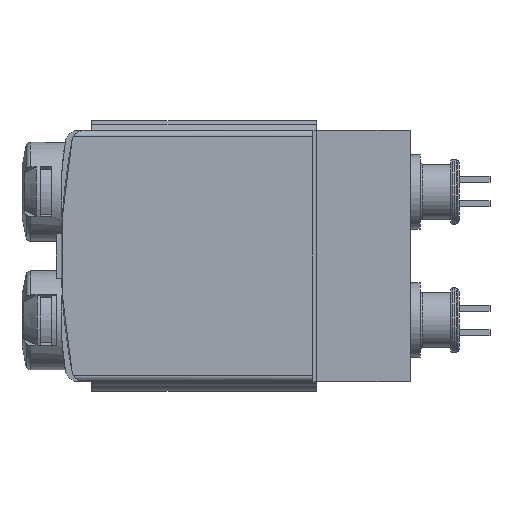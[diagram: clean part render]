
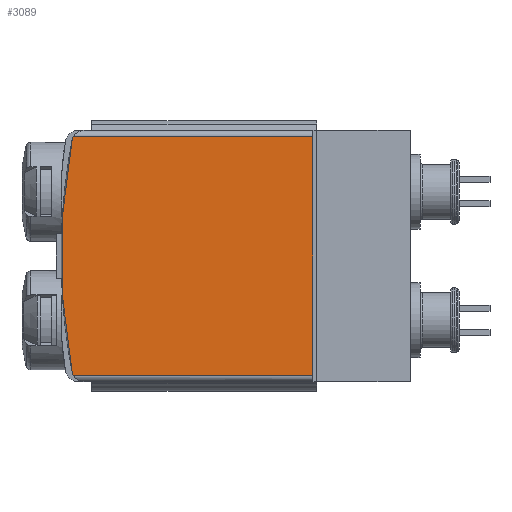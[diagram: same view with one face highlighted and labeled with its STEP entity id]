
A CAD part, left-side view. The second image highlights one B-rep face of the part: STEP entity #3089.
In plain terms, the highlighted planar face has unit normal (-1, 0, 0).
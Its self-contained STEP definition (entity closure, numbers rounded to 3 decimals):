
#38=PLANE('',#3356);
#231=LINE('',#4931,#507);
#233=LINE('',#4934,#509);
#234=LINE('',#4936,#510);
#507=VECTOR('',#3848,1000.);
#509=VECTOR('',#3852,1000.);
#510=VECTOR('',#3853,1000.);
#721=CIRCLE('',#3283,50.);
#776=CIRCLE('',#3353,1.);
#778=CIRCLE('',#3357,1.);
#1023=ORIENTED_EDGE('',*,*,#1903,.F.);
#1024=ORIENTED_EDGE('',*,*,#1904,.F.);
#1025=ORIENTED_EDGE('',*,*,#1905,.F.);
#1026=ORIENTED_EDGE('',*,*,#1771,.F.);
#1027=ORIENTED_EDGE('',*,*,#1899,.F.);
#1028=ORIENTED_EDGE('',*,*,#1901,.T.);
#1771=EDGE_CURVE('',#2217,#2218,#721,.T.);
#1899=EDGE_CURVE('',#2335,#2217,#776,.T.);
#1901=EDGE_CURVE('',#2335,#2336,#231,.T.);
#1903=EDGE_CURVE('',#2338,#2336,#233,.T.);
#1904=EDGE_CURVE('',#2339,#2338,#234,.T.);
#1905=EDGE_CURVE('',#2218,#2339,#778,.T.);
#2217=VERTEX_POINT('',#4623);
#2218=VERTEX_POINT('',#4625);
#2335=VERTEX_POINT('',#4925);
#2336=VERTEX_POINT('',#4929);
#2338=VERTEX_POINT('',#4935);
#2339=VERTEX_POINT('',#4937);
#2563=EDGE_LOOP('',(#1023,#1024,#1025,#1026,#1027,#1028));
#2809=FACE_BOUND('',#2563,.T.);
#3089=ADVANCED_FACE('',(#2809),#38,.F.);
#3283=AXIS2_PLACEMENT_3D('',#4624,#3637,#3638);
#3353=AXIS2_PLACEMENT_3D('',#4926,#3842,#3843);
#3356=AXIS2_PLACEMENT_3D('',#4933,#3850,#3851);
#3357=AXIS2_PLACEMENT_3D('',#4938,#3854,#3855);
#3637=DIRECTION('',(1.,0.,0.));
#3638=DIRECTION('',(0.,0.,-1.));
#3842=DIRECTION('',(1.,0.,0.));
#3843=DIRECTION('',(0.,0.,-1.));
#3848=DIRECTION('',(0.,-1.,0.));
#3850=DIRECTION('',(1.,0.,0.));
#3851=DIRECTION('',(0.,0.,-1.));
#3852=DIRECTION('',(0.,0.,-1.));
#3853=DIRECTION('',(0.,-1.,0.));
#3854=DIRECTION('',(1.,0.,0.));
#3855=DIRECTION('',(0.,0.,-1.));
#4623=CARTESIAN_POINT('',(0.,19.951,-9.439));
#4624=CARTESIAN_POINT('',(0.,-29.15,0.));
#4625=CARTESIAN_POINT('',(0.,19.951,9.439));
#4925=CARTESIAN_POINT('',(0.,19.835,-9.75));
#4926=CARTESIAN_POINT('',(0.,18.969,-9.25));
#4929=CARTESIAN_POINT('',(0.,0.3,-9.75));
#4931=CARTESIAN_POINT('',(0.,23.,-9.75));
#4933=CARTESIAN_POINT('',(0.,23.,-9.75));
#4934=CARTESIAN_POINT('',(0.,0.3,-9.75));
#4935=CARTESIAN_POINT('',(0.,0.3,9.75));
#4936=CARTESIAN_POINT('',(0.,23.,9.75));
#4937=CARTESIAN_POINT('',(0.,19.835,9.75));
#4938=CARTESIAN_POINT('',(0.,18.969,9.25));
